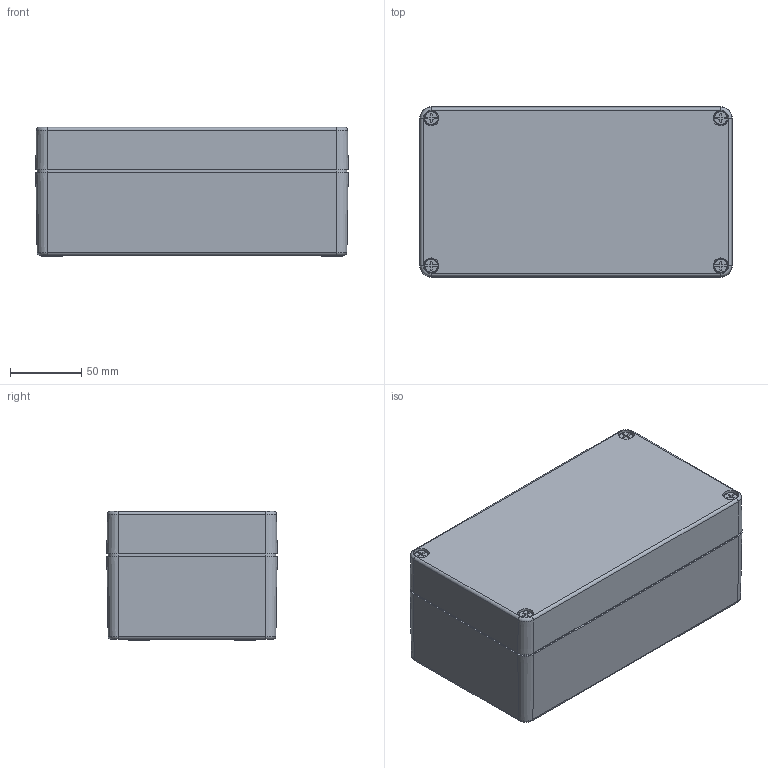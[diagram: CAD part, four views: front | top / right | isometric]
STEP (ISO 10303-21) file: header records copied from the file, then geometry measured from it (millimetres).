
FILE_DESCRIPTION( ( 'STEP AP203' ), '1' );
FILE_NAME( '90_4009.0.stp', ' ', ( ' ' ), ( ' ' ), 'PSStep 15.0.47', 'PARTsolutions', ' ' );
FILE_SCHEMA( ( 'CONFIG_CONTROL_DESIGN' ) );
Length unit declared in the file: millimetre
Products named in the file (4): CA 220/90 4009.0; _CA 220/90 4009.0_H; _CA 220/90 4009.0_C; _CA 220/90 4009.0_S
Assembly tree (6 placements, depth 2):
  CA 220/90 4009.0
    _CA 220/90 4009.0_H
    _CA 220/90 4009.0_C
    _CA 220/90 4009.0_S  x4
Bounding box: 220 x 120 x 91 mm (x, y, z)
Volume: 544543.1 mm3; surface area: 239923.9 mm2
Topology: 6 solids, 6 shells, 460 faces, 1131 edges, 709 vertices
Faces by surface type: plane 216, cylinder 102, cone 95, torus 32, bspline 15
Full cylindrical faces by diameter (mm): 4.917 x11, 5.3 x8, 6 x4, 6.5 x6
Entity records: 11414 total; most frequent: CARTESIAN_POINT 2360, DIRECTION 1946, ORIENTED_EDGE 1716, EDGE_CURVE 858, AXIS2_PLACEMENT_3D 747, VERTEX_POINT 577, EDGE_LOOP 501, LINE 452
